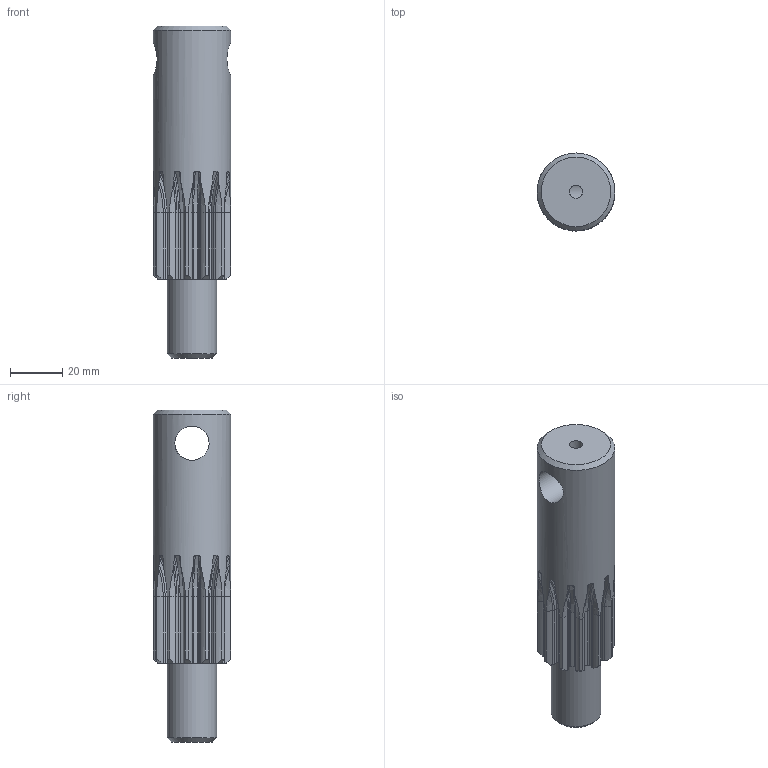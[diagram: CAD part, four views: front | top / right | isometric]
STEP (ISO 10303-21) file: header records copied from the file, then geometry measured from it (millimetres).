
FILE_DESCRIPTION(/* description */ (''),/* implementation_level */ '2;1');
FILE_NAME(/* name */ '64fa2d4a-0556-11ec-9926-0ae0e5d97f29.step',/* time_stamp */ '2021-08-25T03:42:23+00:00',/* author */ (''),/* organization */ (''),/* preprocessor_version */ 'ST-DEVELOPER v18.1',/* originating_system */ 'Autodesk Translation Framework v10.6.0.1341',/* authorisation */ '');
FILE_SCHEMA (('AUTOMOTIVE_DESIGN { 1 0 10303 214 3 1 1 }'));
Length unit declared in the file: centimetre
Products named in the file (1): temp_body
Bounding box: 29.76 x 29.76 x 127 mm (x, y, z)
Volume: 64597.8 mm3; surface area: 15215.4 mm2
Topology: 1 solids, 1 shells, 249 faces, 622 edges, 375 vertices
Faces by surface type: cylinder 100, torus 84, cone 38, plane 27
Full cylindrical faces by diameter (mm): 4.978 x1, 13.081 x1, 18.999 x1, 29.758 x1
Entity records: 8024 total; most frequent: CARTESIAN_POINT 2102, DIRECTION 1287, ORIENTED_EDGE 1244, EDGE_CURVE 622, AXIS2_PLACEMENT_3D 556, VERTEX_POINT 375, CIRCLE 306, EDGE_LOOP 253
